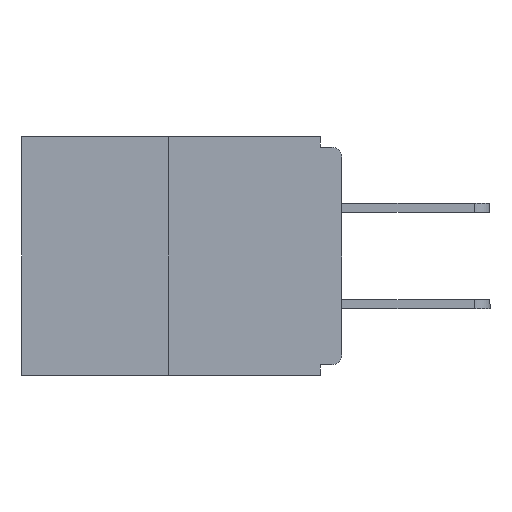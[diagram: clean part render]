
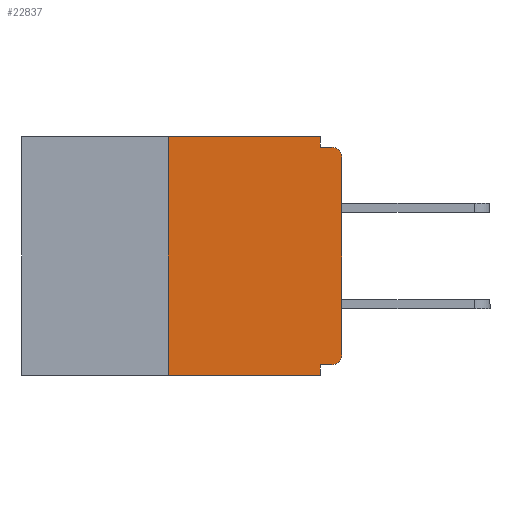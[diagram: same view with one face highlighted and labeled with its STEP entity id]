
A CAD part, left-side view. The second image highlights one B-rep face of the part: STEP entity #22837.
In plain terms, the highlighted planar face has unit normal (-1, 0, 0).
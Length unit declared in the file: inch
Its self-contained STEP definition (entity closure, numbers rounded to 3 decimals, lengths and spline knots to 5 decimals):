
#325 = CARTESIAN_POINT ( 'NONE',  ( 0., 0., -0.015 ) ) ;
#896 = CARTESIAN_POINT ( 'NONE',  ( 0., 0.015, -0.015 ) ) ;
#963 = CIRCLE ( 'NONE', #10154, 0.015 ) ;
#1848 = DIRECTION ( 'NONE',  ( 0., -1., 0. ) ) ;
#1951 = AXIS2_PLACEMENT_3D ( 'NONE', #8803, #5311, #6960 ) ;
#2853 = LINE ( 'NONE', #19067, #17084 ) ;
#3281 = VECTOR ( 'NONE', #24266, 39.37008 ) ;
#3345 = CARTESIAN_POINT ( 'NONE',  ( 0., 0.46, 0. ) ) ;
#3518 = DIRECTION ( 'NONE',  ( 1., 0., 0. ) ) ;
#3739 = ORIENTED_EDGE ( 'NONE', *, *, #18550, .F. ) ;
#3996 = EDGE_CURVE ( 'NONE', #12161, #15570, #22890, .T. ) ;
#4453 = DIRECTION ( 'NONE',  ( 0., 0., -1. ) ) ;
#4474 = CARTESIAN_POINT ( 'NONE',  ( 0., 0.031, -0.015 ) ) ;
#4540 = LINE ( 'NONE', #10192, #6065 ) ;
#4574 = EDGE_CURVE ( 'NONE', #18781, #14748, #4540, .T. ) ;
#5097 = ORIENTED_EDGE ( 'NONE', *, *, #6719, .T. ) ;
#5115 = ORIENTED_EDGE ( 'NONE', *, *, #10994, .F. ) ;
#5311 = DIRECTION ( 'NONE',  ( -1., 0., 0. ) ) ;
#5476 = DIRECTION ( 'NONE',  ( 0., 0., 1. ) ) ;
#6065 = VECTOR ( 'NONE', #4453, 39.37008 ) ;
#6719 = EDGE_CURVE ( 'NONE', #21529, #23098, #22904, .T. ) ;
#6859 = DIRECTION ( 'NONE',  ( 0., 1., 0. ) ) ;
#6960 = DIRECTION ( 'NONE',  ( 0., 0., -1. ) ) ;
#7549 = ORIENTED_EDGE ( 'NONE', *, *, #3996, .T. ) ;
#7589 = CARTESIAN_POINT ( 'NONE',  ( 0., 0.031, -0.343 ) ) ;
#7807 = EDGE_CURVE ( 'NONE', #23551, #15570, #12514, .T. ) ;
#8506 = VERTEX_POINT ( 'NONE', #20408 ) ;
#8803 = CARTESIAN_POINT ( 'NONE',  ( 0., 0.015, -0.03 ) ) ;
#9070 = ORIENTED_EDGE ( 'NONE', *, *, #18669, .T. ) ;
#9336 = FACE_OUTER_BOUND ( 'NONE', #19680, .T. ) ;
#9849 = LINE ( 'NONE', #18638, #3281 ) ;
#9934 = CARTESIAN_POINT ( 'NONE',  ( 0., 0.25, -0.343 ) ) ;
#10154 = AXIS2_PLACEMENT_3D ( 'NONE', #18154, #18240, #16537 ) ;
#10192 = CARTESIAN_POINT ( 'NONE',  ( 0., 0.031, 0. ) ) ;
#10994 = EDGE_CURVE ( 'NONE', #12161, #15921, #23816, .T. ) ;
#11023 = EDGE_CURVE ( 'NONE', #15921, #18781, #2853, .T. ) ;
#11185 = VECTOR ( 'NONE', #5476, 39.37008 ) ;
#11629 = ORIENTED_EDGE ( 'NONE', *, *, #13263, .F. ) ;
#11696 = ORIENTED_EDGE ( 'NONE', *, *, #4574, .F. ) ;
#11947 = VECTOR ( 'NONE', #15142, 39.37008 ) ;
#12161 = VERTEX_POINT ( 'NONE', #9934 ) ;
#12514 = LINE ( 'NONE', #15224, #11947 ) ;
#13263 = EDGE_CURVE ( 'NONE', #14748, #23098, #16082, .T. ) ;
#13981 = EDGE_CURVE ( 'NONE', #8506, #18650, #963, .T. ) ;
#14189 = ORIENTED_EDGE ( 'NONE', *, *, #7807, .F. ) ;
#14486 = CARTESIAN_POINT ( 'NONE',  ( 0., 0.25, 0. ) ) ;
#14745 = ORIENTED_EDGE ( 'NONE', *, *, #11023, .F. ) ;
#14748 = VERTEX_POINT ( 'NONE', #4474 ) ;
#14819 = VECTOR ( 'NONE', #6859, 39.37008 ) ;
#14870 = CARTESIAN_POINT ( 'NONE',  ( 0., 0., -0.313 ) ) ;
#14880 = CARTESIAN_POINT ( 'NONE',  ( 0., 0.25, 0. ) ) ;
#15020 = DIRECTION ( 'NONE',  ( 0., 0., -1. ) ) ;
#15142 = DIRECTION ( 'NONE',  ( 0., 0., -1. ) ) ;
#15224 = CARTESIAN_POINT ( 'NONE',  ( 0., 0.031, -0.343 ) ) ;
#15570 = VERTEX_POINT ( 'NONE', #7589 ) ;
#15921 = VERTEX_POINT ( 'NONE', #14486 ) ;
#16082 = LINE ( 'NONE', #325, #20459 ) ;
#16537 = DIRECTION ( 'NONE',  ( 0., 0., -1. ) ) ;
#16622 = AXIS2_PLACEMENT_3D ( 'NONE', #3345, #3518, #15020 ) ;
#16767 = PLANE ( 'NONE',  #16622 ) ;
#17084 = VECTOR ( 'NONE', #1848, 39.37008 ) ;
#17890 = ORIENTED_EDGE ( 'NONE', *, *, #13981, .T. ) ;
#18154 = CARTESIAN_POINT ( 'NONE',  ( 0., 0.015, -0.313 ) ) ;
#18240 = DIRECTION ( 'NONE',  ( -1., 0., 0. ) ) ;
#18364 = DIRECTION ( 'NONE',  ( 0., -1., 0. ) ) ;
#18421 = VECTOR ( 'NONE', #18364, 39.37008 ) ;
#18550 = EDGE_CURVE ( 'NONE', #8506, #23551, #23382, .T. ) ;
#18638 = CARTESIAN_POINT ( 'NONE',  ( 0., 0., 0. ) ) ;
#18650 = VERTEX_POINT ( 'NONE', #14870 ) ;
#18669 = EDGE_CURVE ( 'NONE', #18650, #21529, #9849, .T. ) ;
#18781 = VERTEX_POINT ( 'NONE', #18974 ) ;
#18974 = CARTESIAN_POINT ( 'NONE',  ( 0., 0.031, 0. ) ) ;
#19067 = CARTESIAN_POINT ( 'NONE',  ( 0., 0.46, 0. ) ) ;
#19678 = DIRECTION ( 'NONE',  ( 0., -1., 0. ) ) ;
#19680 = EDGE_LOOP ( 'NONE', ( #14745, #5115, #7549, #14189, #3739, #17890, #9070, #5097, #11629, #11696 ) ) ;
#19946 = CARTESIAN_POINT ( 'NONE',  ( 0., 0., -0.03 ) ) ;
#20408 = CARTESIAN_POINT ( 'NONE',  ( 0., 0.015, -0.328 ) ) ;
#20459 = VECTOR ( 'NONE', #19678, 39.37008 ) ;
#21529 = VERTEX_POINT ( 'NONE', #19946 ) ;
#22027 = CARTESIAN_POINT ( 'NONE',  ( 0., 0., -0.328 ) ) ;
#22837 = ADVANCED_FACE ( 'NONE', ( #9336 ), #16767, .F. ) ;
#22890 = LINE ( 'NONE', #24054, #18421 ) ;
#22904 = CIRCLE ( 'NONE', #1951, 0.015 ) ;
#22972 = CARTESIAN_POINT ( 'NONE',  ( 0., 0.031, -0.328 ) ) ;
#23098 = VERTEX_POINT ( 'NONE', #896 ) ;
#23382 = LINE ( 'NONE', #22027, #14819 ) ;
#23551 = VERTEX_POINT ( 'NONE', #22972 ) ;
#23816 = LINE ( 'NONE', #14880, #11185 ) ;
#24054 = CARTESIAN_POINT ( 'NONE',  ( 0., 0.46, -0.343 ) ) ;
#24266 = DIRECTION ( 'NONE',  ( 0., 0., 1. ) ) ;
